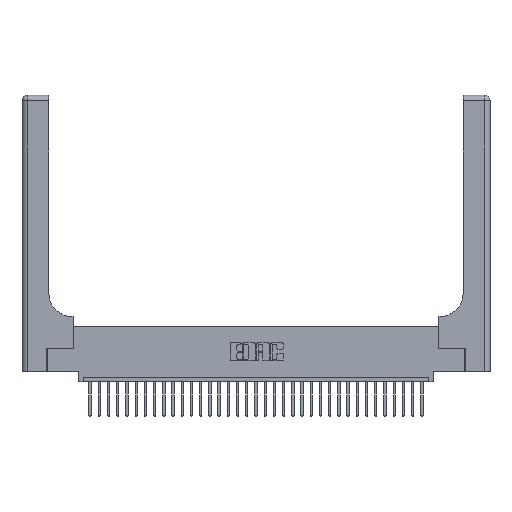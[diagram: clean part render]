
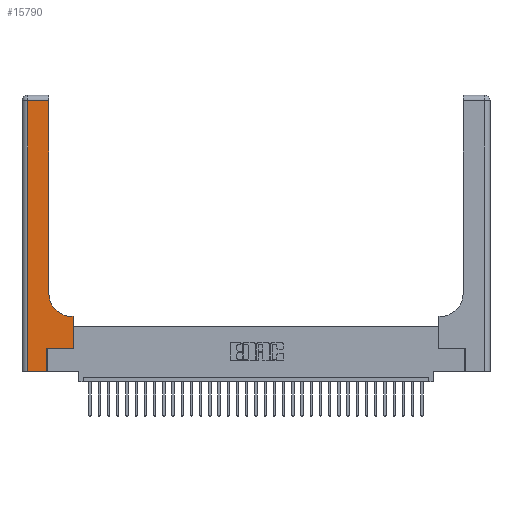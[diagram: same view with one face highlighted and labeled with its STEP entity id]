
A CAD part, top view. The second image highlights one B-rep face of the part: STEP entity #15790.
In plain terms, the highlighted planar face has unit normal (0, 0, 1).
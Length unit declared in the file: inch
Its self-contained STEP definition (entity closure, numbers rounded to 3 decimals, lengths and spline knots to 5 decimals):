
#123 = FACE_OUTER_BOUND ( 'NONE', #9348, .T. ) ;
#452 = DIRECTION ( 'NONE',  ( 0., 1., 0. ) ) ;
#569 = DIRECTION ( 'NONE',  ( -1., 0., 0. ) ) ;
#622 = EDGE_CURVE ( 'NONE', #2548, #21427, #28263, .T. ) ;
#1269 = VECTOR ( 'NONE', #11961, 39.37008 ) ;
#1298 = CARTESIAN_POINT ( 'NONE',  ( 0., 3., 0.37 ) ) ;
#1590 = EDGE_CURVE ( 'NONE', #3365, #27827, #24954, .T. ) ;
#2353 = CARTESIAN_POINT ( 'NONE',  ( 0.269, 0.25, 0.37 ) ) ;
#2548 = VERTEX_POINT ( 'NONE', #4960 ) ;
#3365 = VERTEX_POINT ( 'NONE', #13145 ) ;
#4960 = CARTESIAN_POINT ( 'NONE',  ( 0.2915, 2.94, 0.37 ) ) ;
#5368 = CARTESIAN_POINT ( 'NONE',  ( 0., 0., 0.37 ) ) ;
#5632 = ORIENTED_EDGE ( 'NONE', *, *, #29598, .T. ) ;
#6010 = DIRECTION ( 'NONE',  ( -1., 0., 0. ) ) ;
#6030 = EDGE_CURVE ( 'NONE', #6673, #3365, #22643, .T. ) ;
#6067 = CARTESIAN_POINT ( 'NONE',  ( 0.06, 2.94, 0.37 ) ) ;
#6388 = EDGE_CURVE ( 'NONE', #23496, #10815, #9152, .T. ) ;
#6673 = VERTEX_POINT ( 'NONE', #25207 ) ;
#7367 = ORIENTED_EDGE ( 'NONE', *, *, #1590, .T. ) ;
#8240 = CARTESIAN_POINT ( 'NONE',  ( 0.2915, 3., 0.37 ) ) ;
#8526 = CARTESIAN_POINT ( 'NONE',  ( 0.5585, 0.25, 0.37 ) ) ;
#8577 = AXIS2_PLACEMENT_3D ( 'NONE', #30028, #29921, #32547 ) ;
#9027 = LINE ( 'NONE', #33183, #16753 ) ;
#9152 = CIRCLE ( 'NONE', #8577, 0.25 ) ;
#9348 = EDGE_LOOP ( 'NONE', ( #14704, #26458, #28786, #5632, #22097, #27409, #7367, #23656, #23299 ) ) ;
#9379 = PLANE ( 'NONE',  #33295 ) ;
#10305 = VECTOR ( 'NONE', #452, 39.37008 ) ;
#10815 = VERTEX_POINT ( 'NONE', #25886 ) ;
#10907 = DIRECTION ( 'NONE',  ( 0., 1., 0. ) ) ;
#11961 = DIRECTION ( 'NONE',  ( 0., -1., 0. ) ) ;
#12719 = VECTOR ( 'NONE', #6010, 39.37008 ) ;
#13145 = CARTESIAN_POINT ( 'NONE',  ( 0.5585, 0.25, 0.37 ) ) ;
#14663 = CARTESIAN_POINT ( 'NONE',  ( 0.06, 3., 0.37 ) ) ;
#14704 = ORIENTED_EDGE ( 'NONE', *, *, #16164, .T. ) ;
#15138 = LINE ( 'NONE', #16404, #27429 ) ;
#15756 = VECTOR ( 'NONE', #24053, 39.37008 ) ;
#15790 = ADVANCED_FACE ( 'NONE', ( #123 ), #9379, .F. ) ;
#16164 = EDGE_CURVE ( 'NONE', #10815, #2548, #23809, .T. ) ;
#16404 = CARTESIAN_POINT ( 'NONE',  ( 0.2915, 0.6, 0.37 ) ) ;
#16742 = EDGE_CURVE ( 'NONE', #26422, #6673, #9027, .T. ) ;
#16753 = VECTOR ( 'NONE', #28128, 39.37008 ) ;
#17068 = CARTESIAN_POINT ( 'NONE',  ( 0.269, 0., 0.37 ) ) ;
#17443 = EDGE_CURVE ( 'NONE', #21427, #29666, #29482, .T. ) ;
#17986 = CARTESIAN_POINT ( 'NONE',  ( 0.5585, 0.6, 0.37 ) ) ;
#17994 = VECTOR ( 'NONE', #10907, 39.37008 ) ;
#18614 = LINE ( 'NONE', #5368, #15756 ) ;
#19535 = DIRECTION ( 'NONE',  ( 0., 0., -1. ) ) ;
#19775 = VECTOR ( 'NONE', #29181, 39.37008 ) ;
#21427 = VERTEX_POINT ( 'NONE', #6067 ) ;
#22097 = ORIENTED_EDGE ( 'NONE', *, *, #16742, .T. ) ;
#22290 = DIRECTION ( 'NONE',  ( -1., 0., 0. ) ) ;
#22643 = LINE ( 'NONE', #2353, #19775 ) ;
#23299 = ORIENTED_EDGE ( 'NONE', *, *, #6388, .T. ) ;
#23496 = VERTEX_POINT ( 'NONE', #31376 ) ;
#23656 = ORIENTED_EDGE ( 'NONE', *, *, #26249, .T. ) ;
#23809 = LINE ( 'NONE', #8240, #10305 ) ;
#24053 = DIRECTION ( 'NONE',  ( 1., 0., 0. ) ) ;
#24954 = LINE ( 'NONE', #8526, #17994 ) ;
#25207 = CARTESIAN_POINT ( 'NONE',  ( 0.269, 0.25, 0.37 ) ) ;
#25886 = CARTESIAN_POINT ( 'NONE',  ( 0.2915, 0.85, 0.37 ) ) ;
#26249 = EDGE_CURVE ( 'NONE', #27827, #23496, #15138, .T. ) ;
#26422 = VERTEX_POINT ( 'NONE', #17068 ) ;
#26458 = ORIENTED_EDGE ( 'NONE', *, *, #622, .T. ) ;
#26584 = CARTESIAN_POINT ( 'NONE',  ( 0.06, 0., 0.37 ) ) ;
#27342 = CARTESIAN_POINT ( 'NONE',  ( 0., 2.94, 0.37 ) ) ;
#27409 = ORIENTED_EDGE ( 'NONE', *, *, #6030, .T. ) ;
#27429 = VECTOR ( 'NONE', #569, 39.37008 ) ;
#27827 = VERTEX_POINT ( 'NONE', #17986 ) ;
#28128 = DIRECTION ( 'NONE',  ( 0., 1., 0. ) ) ;
#28263 = LINE ( 'NONE', #27342, #12719 ) ;
#28786 = ORIENTED_EDGE ( 'NONE', *, *, #17443, .T. ) ;
#29181 = DIRECTION ( 'NONE',  ( 1., 0., 0. ) ) ;
#29482 = LINE ( 'NONE', #14663, #1269 ) ;
#29598 = EDGE_CURVE ( 'NONE', #29666, #26422, #18614, .T. ) ;
#29666 = VERTEX_POINT ( 'NONE', #26584 ) ;
#29921 = DIRECTION ( 'NONE',  ( 0., 0., -1. ) ) ;
#30028 = CARTESIAN_POINT ( 'NONE',  ( 0.5415, 0.85, 0.37 ) ) ;
#31376 = CARTESIAN_POINT ( 'NONE',  ( 0.5415, 0.6, 0.37 ) ) ;
#32547 = DIRECTION ( 'NONE',  ( 1., 0., 0. ) ) ;
#33183 = CARTESIAN_POINT ( 'NONE',  ( 0.269, 0., 0.37 ) ) ;
#33295 = AXIS2_PLACEMENT_3D ( 'NONE', #1298, #19535, #22290 ) ;
